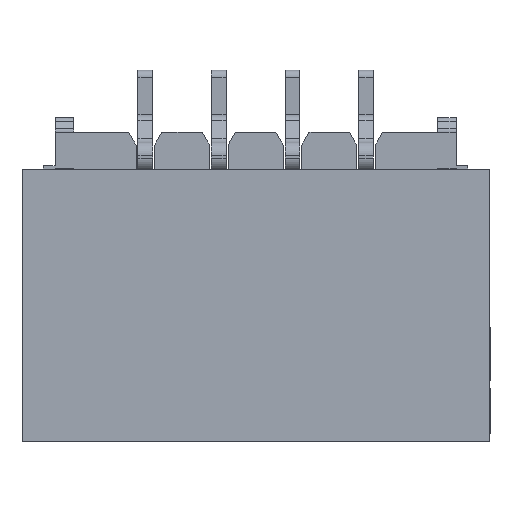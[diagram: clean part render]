
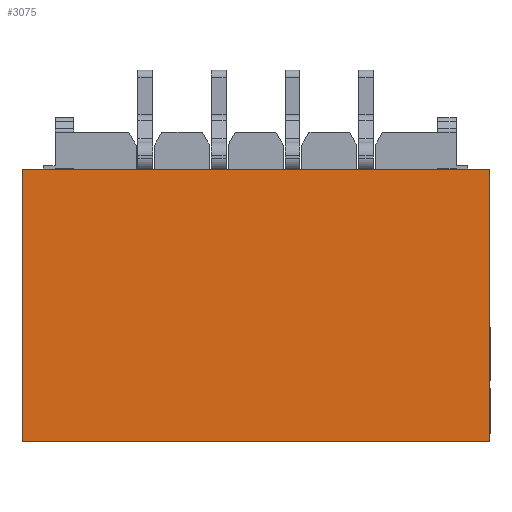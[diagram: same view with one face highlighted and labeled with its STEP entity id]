
A CAD part, top view. The second image highlights one B-rep face of the part: STEP entity #3075.
In plain terms, the highlighted free-form (B-spline) face has degree [1, 1] with [2, 2] control points.
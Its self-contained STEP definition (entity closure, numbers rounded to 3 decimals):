
#1524 = VERTEX_POINT('',#1525);
#1525 = CARTESIAN_POINT('',(3.17,1.175,3.14));
#1530 = EDGE_CURVE('',#1531,#1524,#1533,.T.);
#1531 = VERTEX_POINT('',#1532);
#1532 = CARTESIAN_POINT('',(3.17,-2.525,3.14));
#1533 = B_SPLINE_CURVE_WITH_KNOTS('',1,(#1534,#1535),.UNSPECIFIED.,.F.,
  .F.,(2,2),(0.,3.7),.PIECEWISE_BEZIER_KNOTS.);
#1534 = CARTESIAN_POINT('',(3.17,-2.525,3.14));
#1535 = CARTESIAN_POINT('',(3.17,1.175,3.14));
#2479 = VERTEX_POINT('',#2480);
#2480 = CARTESIAN_POINT('',(-3.18,1.175,3.14));
#2493 = VERTEX_POINT('',#2494);
#2494 = CARTESIAN_POINT('',(-3.18,-2.525,3.14));
#2499 = EDGE_CURVE('',#2493,#2479,#2500,.T.);
#2500 = B_SPLINE_CURVE_WITH_KNOTS('',1,(#2501,#2502),.UNSPECIFIED.,.F.,
  .F.,(2,2),(0.,3.7),.PIECEWISE_BEZIER_KNOTS.);
#2501 = CARTESIAN_POINT('',(-3.18,-2.525,3.14));
#2502 = CARTESIAN_POINT('',(-3.18,1.175,3.14));
#3075 = ADVANCED_FACE('',(#3076),#3090,.F.);
#3076 = FACE_BOUND('',#3077,.T.);
#3077 = EDGE_LOOP('',(#3078,#3079,#3084,#3085));
#3078 = ORIENTED_EDGE('',*,*,#1530,.T.);
#3079 = ORIENTED_EDGE('',*,*,#3080,.F.);
#3080 = EDGE_CURVE('',#2479,#1524,#3081,.T.);
#3081 = B_SPLINE_CURVE_WITH_KNOTS('',1,(#3082,#3083),.UNSPECIFIED.,.F.,
  .F.,(2,2),(-1.55,4.8),.PIECEWISE_BEZIER_KNOTS.);
#3082 = CARTESIAN_POINT('',(-3.18,1.175,3.14));
#3083 = CARTESIAN_POINT('',(3.17,1.175,3.14));
#3084 = ORIENTED_EDGE('',*,*,#2499,.F.);
#3085 = ORIENTED_EDGE('',*,*,#3086,.F.);
#3086 = EDGE_CURVE('',#1531,#2493,#3087,.T.);
#3087 = B_SPLINE_CURVE_WITH_KNOTS('',1,(#3088,#3089),.UNSPECIFIED.,.F.,
  .F.,(2,2),(-6.35,0.),.PIECEWISE_BEZIER_KNOTS.);
#3088 = CARTESIAN_POINT('',(3.17,-2.525,3.14));
#3089 = CARTESIAN_POINT('',(-3.18,-2.525,3.14));
#3090 = B_SPLINE_SURFACE_WITH_KNOTS('',1,1,(
    (#3091,#3092)
    ,(#3093,#3094
    )),.UNSPECIFIED.,.F.,.F.,.F.,(2,2),(2,2),(0.,3.7),(0.,6.35),
  .PIECEWISE_BEZIER_KNOTS.);
#3091 = CARTESIAN_POINT('',(-3.18,-2.525,3.14));
#3092 = CARTESIAN_POINT('',(3.17,-2.525,3.14));
#3093 = CARTESIAN_POINT('',(-3.18,1.175,3.14));
#3094 = CARTESIAN_POINT('',(3.17,1.175,3.14));
